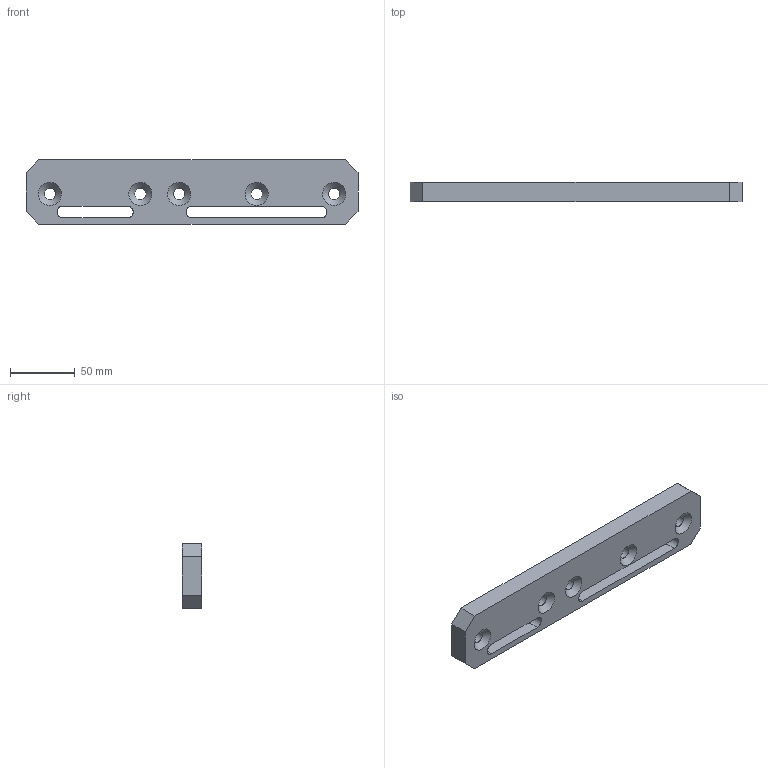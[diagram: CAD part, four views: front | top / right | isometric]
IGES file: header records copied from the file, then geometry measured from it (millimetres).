
Global section: file name: SV3202N_A; native system: Autodesk Inventor 2015; preprocessor: unknown; date: 20151128.111430; units: millimetre
Bounding box: 257 x 15 x 50 mm (x, y, z)
Volume: 159079.9 mm3; surface area: 37559.8 mm2
Topology: 1 solids, 1 shells, 33 faces, 103 edges, 72 vertices
Faces by surface type: bspline 33
